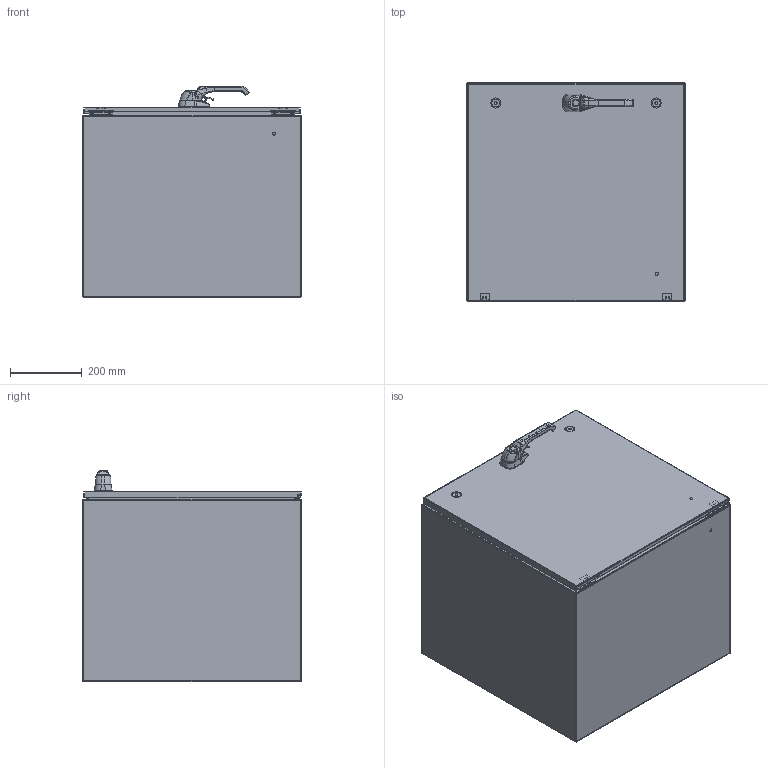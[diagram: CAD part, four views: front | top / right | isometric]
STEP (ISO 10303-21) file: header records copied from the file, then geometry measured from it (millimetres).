
FILE_DESCRIPTION((''),'2;1');
FILE_NAME('N4122424203PTC.iam.stp','2011-09-09T10:48:38',(''),(''),'Autodesk Inventor 2011','Autodesk Inventor 2011','');
FILE_SCHEMA(('AUTOMOTIVE_DESIGN { 1 0 10303 214 1 1 1 1 }'));
Length unit declared in the file: inch
Products named in the file (31): N4122424203PTC; N4122424203PTCBLR; N41224203PTCTB; HFW328176; 17376 PIN; 17380 SCREW; 17723 BOX LEAF; 17723-UTI BRACKET; 17910 SEALING WASHER; HFW3161; HFW328175; 388150; 38846; N41224243PTCLID; HFW32450; 35196; 1000-B18_ASM; 1000-73; 1000-67; D6799_5; 1000-u49_asm; 1000-105; D933_M5X8; HFW37043-24; HFW37043-1049-08; HFW37043-1049-09; HFW37043-1049-03-04  24; 35196(1001-U11_ASSM); 1001-U11_AF0; DIN917_M6; 1001-u11-STUD
Assembly tree (46 placements, depth 4):
  N4122424203PTC
    N4122424203PTCBLR
    N41224203PTCTB  x2
    HFW328176  x2
      17376 PIN
      17380 SCREW
      17723 BOX LEAF
      17723-UTI BRACKET
      17910 SEALING WASHER
    HFW3161  x2
    HFW328175  x2
    388150  x4
    38846  x2
    N41224243PTCLID
    HFW32450
    35196
      1000-B18_ASM
        1000-73
        1000-67  x2
      D6799_5  x2
      1000-u49_asm  x2
        1000-105
        D933_M5X8
    HFW37043-24  x2
      HFW37043-1049-08
      HFW37043-1049-09
      HFW37043-1049-03-04  24
    35196(1001-U11_ASSM)  x2
      1001-U11_AF0
      DIN917_M6
      1001-u11-STUD
Bounding box: 609.6 x 609.6 x 588.93 mm (x, y, z)
Volume: 3995068.2 mm3; surface area: 4312555.2 mm2
Topology: 51 solids, 1532 shells, 2968 faces, 10326 edges, 8910 vertices
Faces by surface type: cylinder 1085, plane 971, bspline 302, torus 264, cone 240, sphere 106
Full cylindrical faces by diameter (mm): 2.362 x4, 2.7 x2, 3.175 x2, 3.317 x68, 3.861 x4, 3.962 x2, 4 x4, 4.064 x2, 4.166 x68, 4.2 x6, 4.25 x4, 4.3 x2, 4.366 x4, 4.572 x4, 4.775 x6, 5 x6, 6 x6, 6.03 x2, 6.2 x2, 6.3 x2, 6.35 x10, 6.502 x4, 6.733 x2, 6.985 x4, 7.5 x2, 7.62 x4, 7.874 x4, 8.128 x4, 8.2 x2, 8.4 x2
Entity records: 150669 total; most frequent: CARTESIAN_POINT 73168, DIRECTION 13792, ORIENTED_EDGE 9818, EDGE_CURVE 8286, VERTEX_POINT 7774, AXIS2_PLACEMENT_3D 5098, VECTOR 3596, LINE 3596
